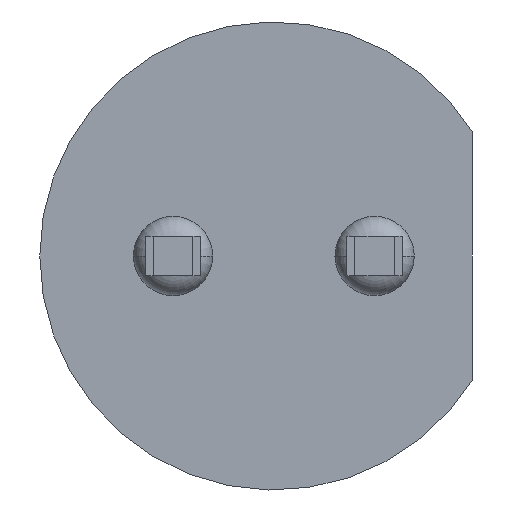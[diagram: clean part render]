
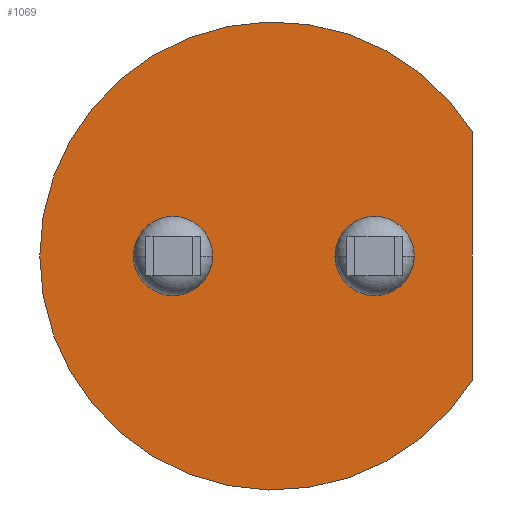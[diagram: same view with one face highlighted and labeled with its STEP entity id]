
A CAD part, front view. The second image highlights one B-rep face of the part: STEP entity #1069.
In plain terms, the highlighted planar face has unit normal (0, -1, 0).
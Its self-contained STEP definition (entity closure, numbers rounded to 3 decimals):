
#35 = CARTESIAN_POINT ( 'NONE',  ( -0.77, -6.1, 0. ) ) ;
#42 = ORIENTED_EDGE ( 'NONE', *, *, #861, .T. ) ;
#48 = CARTESIAN_POINT ( 'NONE',  ( 0., -6.1, 0. ) ) ;
#54 = DIRECTION ( 'NONE',  ( 0., 0., 1. ) ) ;
#120 = DIRECTION ( 'NONE',  ( 0., 1., 0. ) ) ;
#129 = VERTEX_POINT ( 'NONE', #778 ) ;
#147 = AXIS2_PLACEMENT_3D ( 'NONE', #654, #816, #963 ) ;
#177 = CIRCLE ( 'NONE', #1267, 0.5 ) ;
#182 = AXIS2_PLACEMENT_3D ( 'NONE', #1010, #1236, #1216 ) ;
#188 = VERTEX_POINT ( 'NONE', #531 ) ;
#190 = EDGE_CURVE ( 'NONE', #556, #129, #636, .T. ) ;
#208 = EDGE_CURVE ( 'NONE', #1087, #630, #426, .T. ) ;
#223 = CIRCLE ( 'NONE', #820, 0.5 ) ;
#244 = DIRECTION ( 'NONE',  ( 1., 0., 0. ) ) ;
#316 = ORIENTED_EDGE ( 'NONE', *, *, #1189, .F. ) ;
#320 = EDGE_CURVE ( 'NONE', #188, #1087, #555, .T. ) ;
#334 = DIRECTION ( 'NONE',  ( 0., -1., 0. ) ) ;
#426 = CIRCLE ( 'NONE', #462, 2.95 ) ;
#427 = CIRCLE ( 'NONE', #1107, 0.5 ) ;
#430 = ORIENTED_EDGE ( 'NONE', *, *, #208, .F. ) ;
#435 = CARTESIAN_POINT ( 'NONE',  ( 2.5, -6.1, -1.566 ) ) ;
#462 = AXIS2_PLACEMENT_3D ( 'NONE', #48, #120, #530 ) ;
#477 = ORIENTED_EDGE ( 'NONE', *, *, #758, .F. ) ;
#497 = PLANE ( 'NONE',  #1021 ) ;
#530 = DIRECTION ( 'NONE',  ( -1., 0., 0. ) ) ;
#531 = CARTESIAN_POINT ( 'NONE',  ( 2.5, -6.1, -1.566 ) ) ;
#537 = EDGE_LOOP ( 'NONE', ( #316, #912 ) ) ;
#555 = CIRCLE ( 'NONE', #147, 2.95 ) ;
#556 = VERTEX_POINT ( 'NONE', #35 ) ;
#594 = CARTESIAN_POINT ( 'NONE',  ( -1.27, -6.1, 0. ) ) ;
#617 = DIRECTION ( 'NONE',  ( 1., 0., 0. ) ) ;
#630 = VERTEX_POINT ( 'NONE', #693 ) ;
#636 = CIRCLE ( 'NONE', #182, 0.5 ) ;
#639 = CARTESIAN_POINT ( 'NONE',  ( 1.77, -6.1, 0. ) ) ;
#654 = CARTESIAN_POINT ( 'NONE',  ( 0., -6.1, 0. ) ) ;
#693 = CARTESIAN_POINT ( 'NONE',  ( 2.5, -6.1, 1.566 ) ) ;
#694 = VECTOR ( 'NONE', #54, 1000. ) ;
#730 = ORIENTED_EDGE ( 'NONE', *, *, #320, .F. ) ;
#734 = DIRECTION ( 'NONE',  ( 1., 0., 0. ) ) ;
#758 = EDGE_CURVE ( 'NONE', #866, #1096, #427, .T. ) ;
#778 = CARTESIAN_POINT ( 'NONE',  ( -1.77, -6.1, 0. ) ) ;
#811 = EDGE_LOOP ( 'NONE', ( #42, #430, #730 ) ) ;
#816 = DIRECTION ( 'NONE',  ( 0., 1., 0. ) ) ;
#820 = AXIS2_PLACEMENT_3D ( 'NONE', #1349, #1271, #244 ) ;
#846 = DIRECTION ( 'NONE',  ( 0., -1., 0. ) ) ;
#861 = EDGE_CURVE ( 'NONE', #188, #630, #1093, .T. ) ;
#866 = VERTEX_POINT ( 'NONE', #639 ) ;
#912 = ORIENTED_EDGE ( 'NONE', *, *, #190, .F. ) ;
#924 = EDGE_CURVE ( 'NONE', #1096, #866, #223, .T. ) ;
#963 = DIRECTION ( 'NONE',  ( -1., 0., 0. ) ) ;
#1004 = EDGE_LOOP ( 'NONE', ( #1321, #477 ) ) ;
#1010 = CARTESIAN_POINT ( 'NONE',  ( -1.27, -6.1, 0. ) ) ;
#1021 = AXIS2_PLACEMENT_3D ( 'NONE', #1344, #1134, #1268 ) ;
#1038 = CARTESIAN_POINT ( 'NONE',  ( 0.77, -6.1, 0. ) ) ;
#1063 = CARTESIAN_POINT ( 'NONE',  ( 1.27, -6.1, 0. ) ) ;
#1069 = ADVANCED_FACE ( 'NONE', ( #1154, #1290, #1111 ), #497, .T. ) ;
#1087 = VERTEX_POINT ( 'NONE', #1240 ) ;
#1093 = LINE ( 'NONE', #435, #694 ) ;
#1096 = VERTEX_POINT ( 'NONE', #1038 ) ;
#1107 = AXIS2_PLACEMENT_3D ( 'NONE', #1063, #334, #734 ) ;
#1111 = FACE_OUTER_BOUND ( 'NONE', #811, .T. ) ;
#1134 = DIRECTION ( 'NONE',  ( 0., -1., 0. ) ) ;
#1154 = FACE_BOUND ( 'NONE', #1004, .T. ) ;
#1189 = EDGE_CURVE ( 'NONE', #129, #556, #177, .T. ) ;
#1216 = DIRECTION ( 'NONE',  ( 1., 0., 0. ) ) ;
#1236 = DIRECTION ( 'NONE',  ( 0., -1., 0. ) ) ;
#1240 = CARTESIAN_POINT ( 'NONE',  ( -2.95, -6.1, 0. ) ) ;
#1267 = AXIS2_PLACEMENT_3D ( 'NONE', #594, #846, #617 ) ;
#1268 = DIRECTION ( 'NONE',  ( 1., 0., 0. ) ) ;
#1271 = DIRECTION ( 'NONE',  ( 0., -1., 0. ) ) ;
#1290 = FACE_BOUND ( 'NONE', #537, .T. ) ;
#1321 = ORIENTED_EDGE ( 'NONE', *, *, #924, .F. ) ;
#1344 = CARTESIAN_POINT ( 'NONE',  ( 2.95, -6.1, 0. ) ) ;
#1349 = CARTESIAN_POINT ( 'NONE',  ( 1.27, -6.1, 0. ) ) ;
